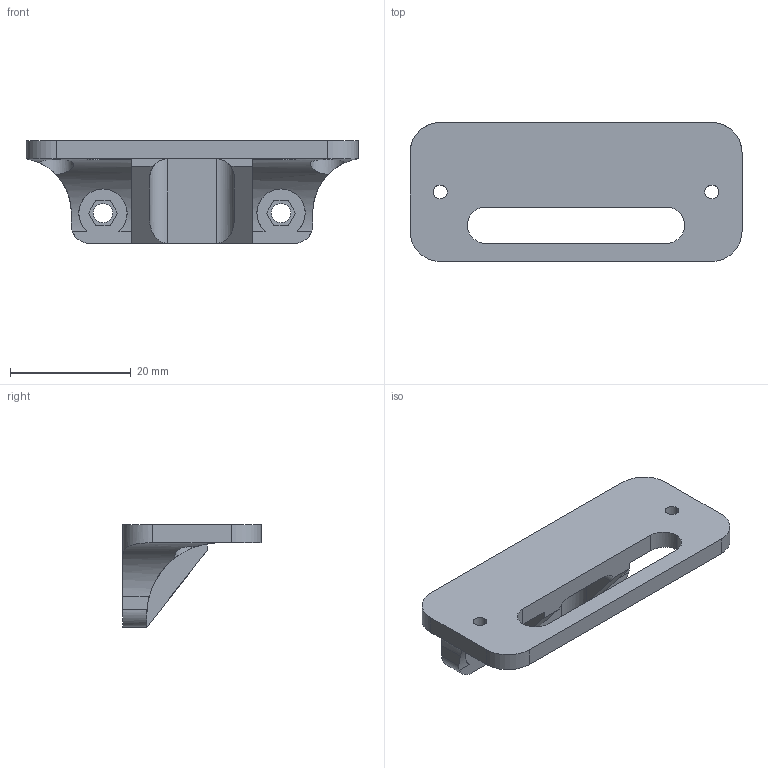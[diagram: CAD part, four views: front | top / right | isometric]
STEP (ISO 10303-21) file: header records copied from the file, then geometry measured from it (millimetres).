
FILE_DESCRIPTION (( 'STEP AP214' ), '1' );
FILE_NAME ('邧醴D430盓殤 - 溫奻醱.STEP', '2025-10-27T02:26:52', ( '' ), ( '' ), 'SwSTEP 2.0', 'SolidWorks 2022', '' );
FILE_SCHEMA (( 'AUTOMOTIVE_DESIGN' ));
Length unit declared in the file: millimetre
Products named in the file (1): 邧醴D430盓殤 - 溫奻醱
Bounding box: 55 x 23 x 17 mm (x, y, z)
Volume: 6549.5 mm3; surface area: 4320.1 mm2
Topology: 1 solids, 1 shells, 124 faces, 331 edges, 218 vertices
Faces by surface type: plane 86, cylinder 38
Entity records: 4191 total; most frequent: CARTESIAN_POINT 1044, ORIENTED_EDGE 662, DIRECTION 611, EDGE_CURVE 331, VECTOR 245, LINE 245, VERTEX_POINT 218, AXIS2_PLACEMENT_3D 183
